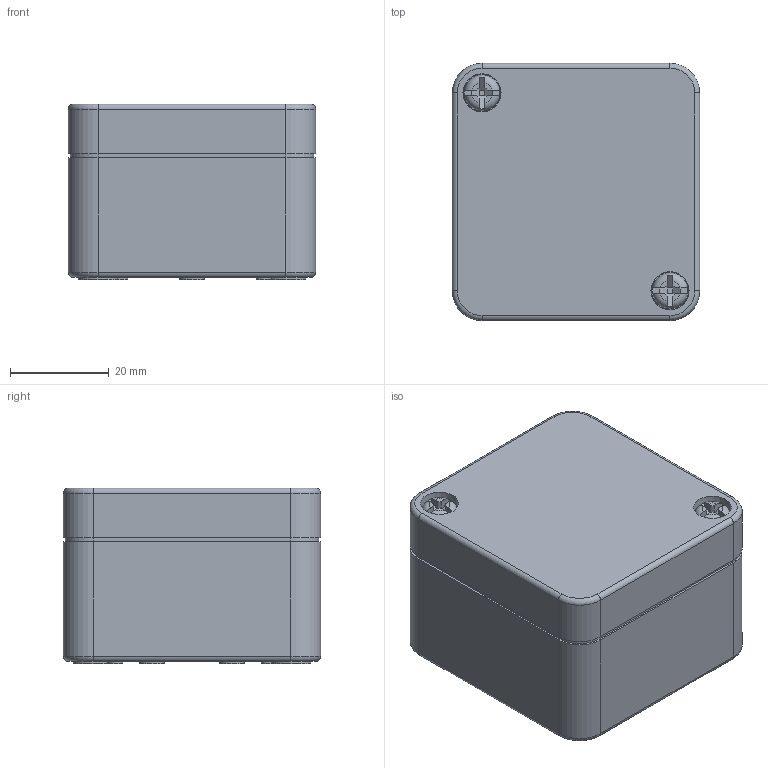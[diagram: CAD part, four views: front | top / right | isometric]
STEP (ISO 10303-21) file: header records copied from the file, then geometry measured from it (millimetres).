
FILE_DESCRIPTION( ( 'STEP AP214' ), ' ' );
FILE_NAME( '13045501.stp', '2016-03-28T18:29:25', ( '' ), ( '' ), ' ', 'PARTsolutions', ' ' );
FILE_SCHEMA( ( 'AUTOMOTIVE_DESIGN { 1 0 10303 214 1 1 1 1 }' ) );
Length unit declared in the file: millimetre
Products named in the file (4): 13045501; _Kasten_TK55-o; _Deckel_TK55-4-t; _Schraube_TK55-20mm
Assembly tree (4 placements, depth 2):
  13045501
    _Kasten_TK55-o
    _Deckel_TK55-4-t
    _Schraube_TK55-20mm  x2
Bounding box: 50 x 52 x 35.5 mm (x, y, z)
Volume: 29346.2 mm3; surface area: 29808 mm2
Topology: 4 solids, 4 shells, 368 faces, 941 edges, 614 vertices
Faces by surface type: plane 219, cylinder 111, cone 28, torus 10
Full cylindrical faces by diameter (mm): 2.5 x4, 3 x2, 3.1 x2, 3.242 x2, 3.9 x2, 4.1 x2, 4.5 x2, 5 x6, 6 x2, 7.2 x2, 8 x2, 12.5 x1
Entity records: 12788 total; most frequent: CARTESIAN_POINT 1851, DIRECTION 1748, ORIENTED_EDGE 1628, EDGE_CURVE 814, AXIS2_PLACEMENT_3D 617, VERTEX_POINT 556, LINE 514, VECTOR 514
